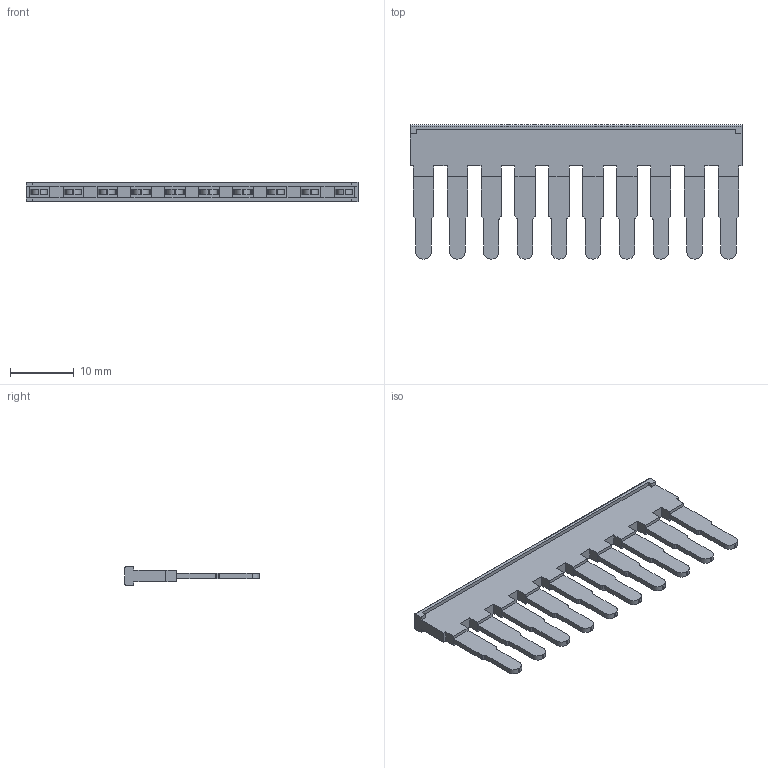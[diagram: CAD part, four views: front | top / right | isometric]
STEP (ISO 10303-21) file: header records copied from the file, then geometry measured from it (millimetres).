
FILE_DESCRIPTION((''),'2;1');
FILE_NAME('ASM0001_ASM','2024-01-17T09:03:03',('klemen.sitar'),('Audax d.o.o.'),'CREO PARAMETRIC BY PTC INC, 2021304','CREO PARAMETRIC BY PTC INC, 2021304','');
FILE_SCHEMA(('AP242_MANAGED_MODEL_BASED_3D_ENGINEERING_MIM_LF { 1 0 10303 442 1 1 4 }'));
Length unit declared in the file: millimetre
Products named in the file (4): EFB0210R-70580; PRT0004; EFB0210R_ASM; ASM0001_ASM
Assembly tree (3 placements, depth 3):
  ASM0001_ASM
    EFB0210R_ASM
      EFB0210R-70580
      PRT0004
Bounding box: 51.9 x 20.98 x 3 mm (x, y, z)
Volume: 1024.3 mm3; surface area: 2120.5 mm2
Topology: 11 solids, 11 shells, 220 faces, 594 edges, 396 vertices
Faces by surface type: plane 158, cylinder 62
Entity records: 10608 total; most frequent: CARTESIAN_POINT 1228, ORIENTED_EDGE 1188, DIRECTION 1176, PRESENTATION_STYLE_ASSIGNMENT 825, STYLED_ITEM 825, CURVE_STYLE 594, EDGE_CURVE 594, VECTOR 470
